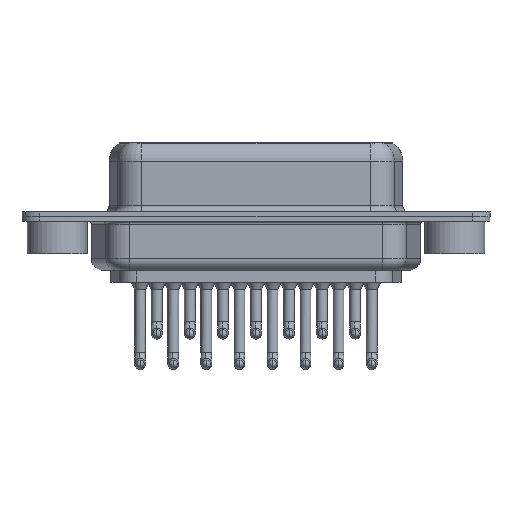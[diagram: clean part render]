
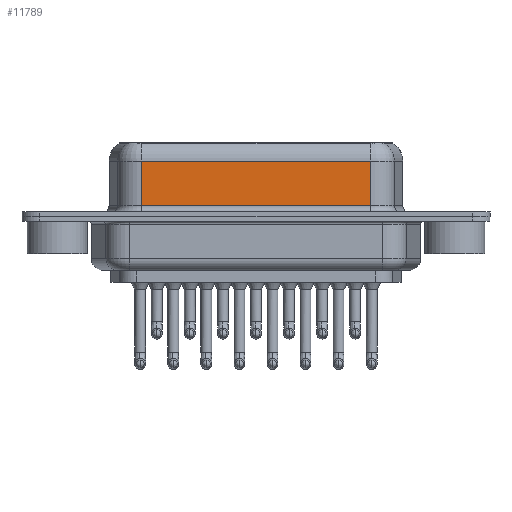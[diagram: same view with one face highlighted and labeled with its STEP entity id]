
A CAD part, front view. The second image highlights one B-rep face of the part: STEP entity #11789.
In plain terms, the highlighted planar face has unit normal (0, -1, 0).
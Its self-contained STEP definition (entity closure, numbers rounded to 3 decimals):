
#307 = ORIENTED_EDGE ( 'NONE', *, *, #1461, .T. ) ;
#803 = DIRECTION ( 'NONE',  ( 0., 0., 1. ) ) ;
#887 = VERTEX_POINT ( 'NONE', #1266 ) ;
#1266 = CARTESIAN_POINT ( 'NONE',  ( 7.038, -3.95, 4.65 ) ) ;
#1461 = EDGE_CURVE ( 'NONE', #887, #4905, #6548, .T. ) ;
#2196 = CARTESIAN_POINT ( 'NONE',  ( 26.262, -3.95, 6.4 ) ) ;
#2207 = CARTESIAN_POINT ( 'NONE',  ( 7.038, -3.95, 0.9 ) ) ;
#2515 = EDGE_LOOP ( 'NONE', ( #15007, #3485, #307, #16604 ) ) ;
#3077 = DIRECTION ( 'NONE',  ( 0., 0., -1. ) ) ;
#3209 = CARTESIAN_POINT ( 'NONE',  ( 7.038, -3.95, 6.4 ) ) ;
#3485 = ORIENTED_EDGE ( 'NONE', *, *, #10307, .T. ) ;
#4905 = VERTEX_POINT ( 'NONE', #2207 ) ;
#5067 = LINE ( 'NONE', #8520, #11946 ) ;
#5141 = EDGE_CURVE ( 'NONE', #13034, #16328, #5067, .T. ) ;
#6548 = LINE ( 'NONE', #3209, #16709 ) ;
#6581 = DIRECTION ( 'NONE',  ( 1., 0., 0. ) ) ;
#7087 = VECTOR ( 'NONE', #6581, 1000. ) ;
#7767 = PLANE ( 'NONE',  #11277 ) ;
#8458 = DIRECTION ( 'NONE',  ( 0., 0., -1. ) ) ;
#8520 = CARTESIAN_POINT ( 'NONE',  ( 26.262, -3.95, 6.4 ) ) ;
#8872 = EDGE_CURVE ( 'NONE', #4905, #16328, #14823, .T. ) ;
#8873 = FACE_OUTER_BOUND ( 'NONE', #2515, .T. ) ;
#9137 = DIRECTION ( 'NONE',  ( 0., 1., 0. ) ) ;
#10307 = EDGE_CURVE ( 'NONE', #13034, #887, #14091, .T. ) ;
#10757 = CARTESIAN_POINT ( 'NONE',  ( 26.262, -3.95, 4.65 ) ) ;
#11277 = AXIS2_PLACEMENT_3D ( 'NONE', #2196, #9137, #803 ) ;
#11789 = ADVANCED_FACE ( 'NONE', ( #8873 ), #7767, .F. ) ;
#11946 = VECTOR ( 'NONE', #8458, 1000. ) ;
#12079 = CARTESIAN_POINT ( 'NONE',  ( 26.262, -3.95, 0.9 ) ) ;
#13034 = VERTEX_POINT ( 'NONE', #10757 ) ;
#14091 = LINE ( 'NONE', #17007, #17832 ) ;
#14823 = LINE ( 'NONE', #12079, #7087 ) ;
#14981 = CARTESIAN_POINT ( 'NONE',  ( 26.262, -3.95, 0.9 ) ) ;
#15007 = ORIENTED_EDGE ( 'NONE', *, *, #5141, .F. ) ;
#15601 = DIRECTION ( 'NONE',  ( -1., 0., 0. ) ) ;
#16328 = VERTEX_POINT ( 'NONE', #14981 ) ;
#16604 = ORIENTED_EDGE ( 'NONE', *, *, #8872, .T. ) ;
#16709 = VECTOR ( 'NONE', #3077, 1000. ) ;
#17007 = CARTESIAN_POINT ( 'NONE',  ( 26.262, -3.95, 4.65 ) ) ;
#17832 = VECTOR ( 'NONE', #15601, 1000. ) ;
